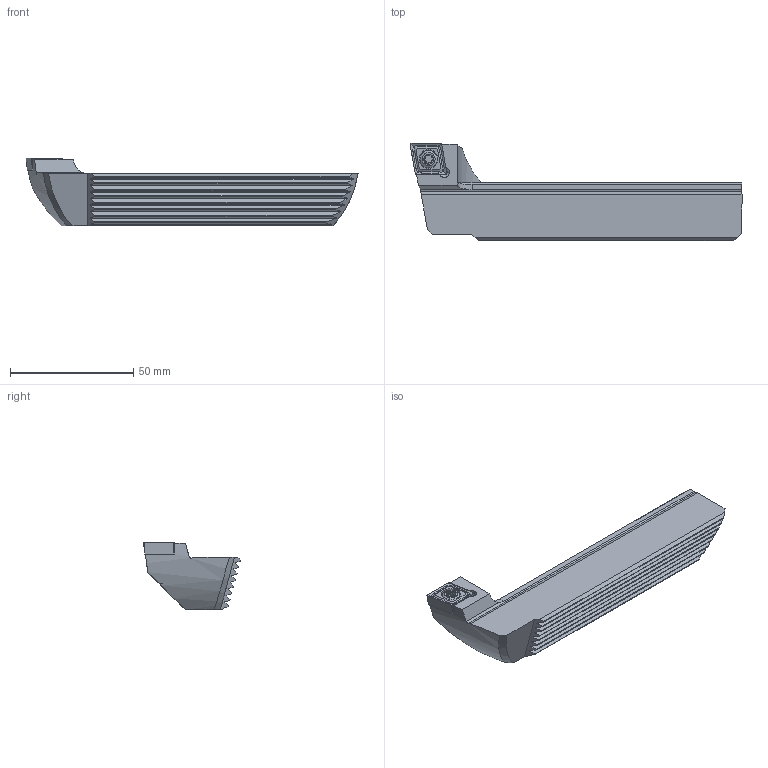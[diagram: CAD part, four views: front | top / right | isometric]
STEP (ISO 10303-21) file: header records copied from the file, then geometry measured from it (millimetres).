
FILE_DESCRIPTION (( 'STEP AP203' ), '1' );
FILE_NAME ('F00.WCC.136.001.STEP', '2018-03-06T08:11:13', ( 'SWIAdmin' ), ( 'Hewlett-Packard Company' ), 'SwSTEP 2.0', 'SolidWorks 2017', '' );
FILE_SCHEMA (( 'CONFIG_CONTROL_DESIGN' ));
Length unit declared in the file: millimetre
Products named in the file (4): F00-WCC.136.001_C; WCC-ER2.001.010_A; CCMT120404; F00.WCC.136.001
Assembly tree (3 placements, depth 2):
  F00.WCC.136.001
    F00-WCC.136.001_C
    WCC-ER2.001.010_A
    CCMT120404
Bounding box: 134.58 x 39.4 x 27.35 mm (x, y, z)
Volume: 55816.4 mm3; surface area: 14398.1 mm2
Topology: 3 solids, 3 shells, 556 faces, 1413 edges, 923 vertices
Faces by surface type: plane 342, bspline 138, cylinder 40, cone 28, torus 8
Entity records: 24371 total; most frequent: CARTESIAN_POINT 11669, ORIENTED_EDGE 2806, DIRECTION 1968, EDGE_CURVE 1403, VECTOR 954, LINE 954, VERTEX_POINT 923, EDGE_LOOP 630
